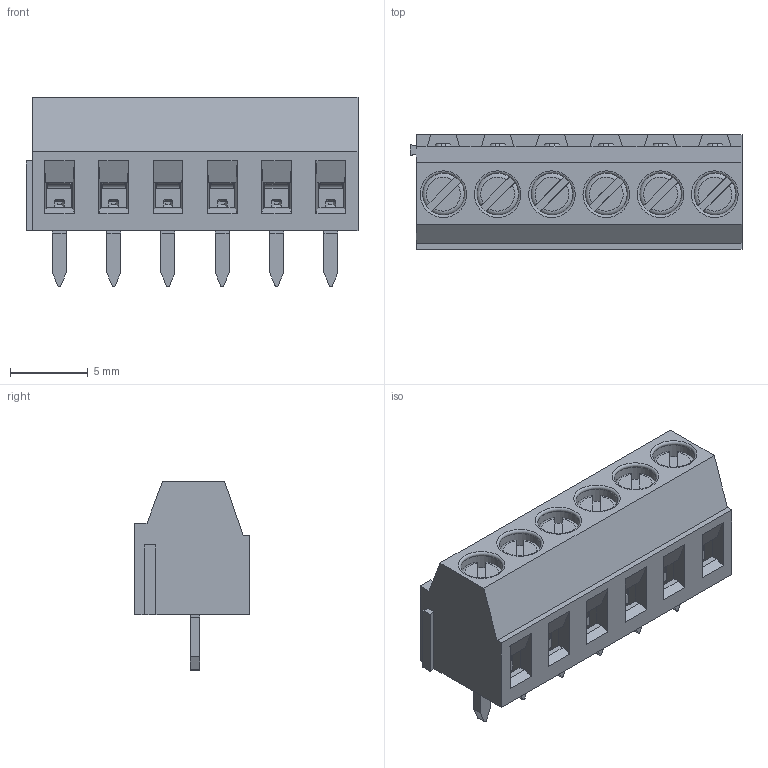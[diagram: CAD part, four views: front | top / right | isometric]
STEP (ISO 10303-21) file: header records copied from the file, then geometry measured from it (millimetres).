
FILE_DESCRIPTION(('STEP AP214'), '1');
FILE_NAME('DG381', '2019-09-29T20:15:49', ('AF'), (''), 'UNSPECIFIED', 'UNSPECIFIED', '');
FILE_SCHEMA(('AUTOMOTIVE_DESIGN { 1 0 10303 214 3 1 1}'));
Length unit declared in the file: millimetre
Assembly tree (18 placements, depth 2):
  (unnamed)
    (unnamed)  x6
    (unnamed)  x6
    (unnamed)  x6
Bounding box: 21.4 x 7.4 x 12.2 mm (x, y, z)
Volume: 818.8 mm3; surface area: 2605.7 mm2
Topology: 19 solids, 19 shells, 690 faces, 1704 edges, 1052 vertices
Faces by surface type: plane 564, cylinder 78, cone 30, torus 18
Full cylindrical faces by diameter (mm): 1.4 x6, 1.5 x6, 2 x6, 2.2 x6, 2.8 x6, 3 x6
Entity records: 11871 total; most frequent: CARTESIAN_POINT 1603, ORIENTED_EDGE 1506, DIRECTION 1453, EDGE_CURVE 753, LINE 685, VECTOR 685, VERTEX_POINT 486, AXIS2_PLACEMENT_3D 384
